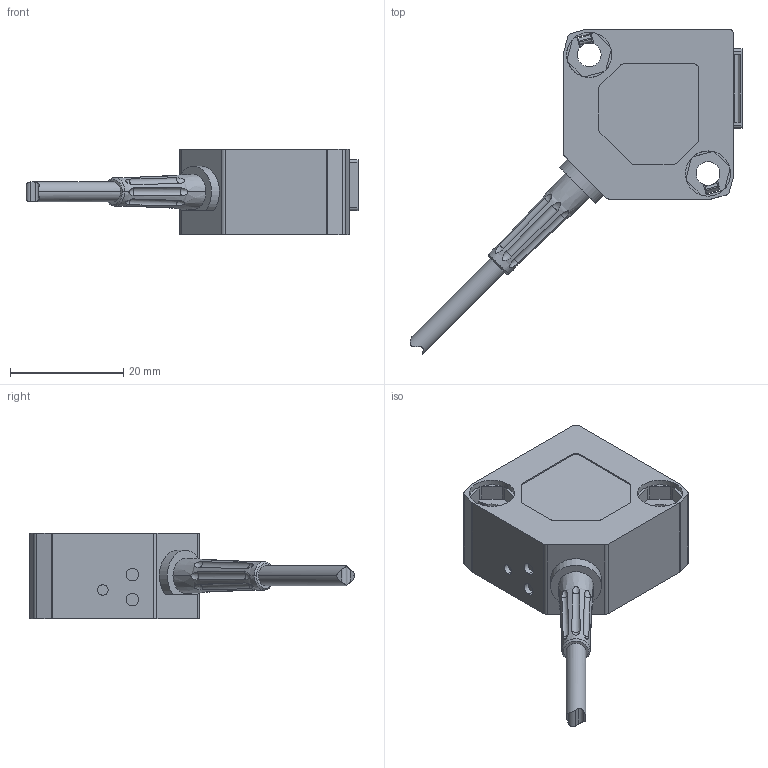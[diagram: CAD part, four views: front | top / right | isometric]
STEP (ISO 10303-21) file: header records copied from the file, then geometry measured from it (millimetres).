
FILE_DESCRIPTION (( 'STEP AP214' ), '1' );
FILE_NAME ('LTK_3031_301.STEP', '2021-04-07T16:05:41', ( '' ), ( '' ), 'SwSTEP 2.0', 'SolidWorks 2021', '' );
FILE_SCHEMA (( 'AUTOMOTIVE_DESIGN' ));
Length unit declared in the file: millimetre
Products named in the file (1): LTK_3031_301
Bounding box: 58.67 x 57.5 x 15.05 mm (x, y, z)
Volume: 12896.2 mm3; surface area: 4834.4 mm2
Topology: 1 solids, 1 shells, 211 faces, 577 edges, 382 vertices
Faces by surface type: plane 129, cylinder 62, torus 16, cone 4
Entity records: 7100 total; most frequent: CARTESIAN_POINT 1620, ORIENTED_EDGE 1154, DIRECTION 1124, EDGE_CURVE 577, AXIS2_PLACEMENT_3D 388, VERTEX_POINT 382, LINE 348, VECTOR 348
